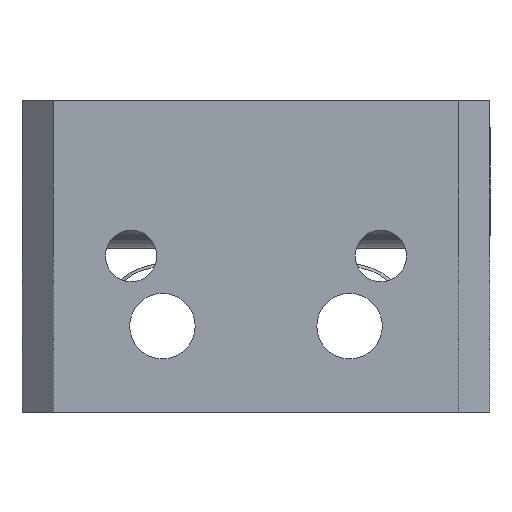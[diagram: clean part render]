
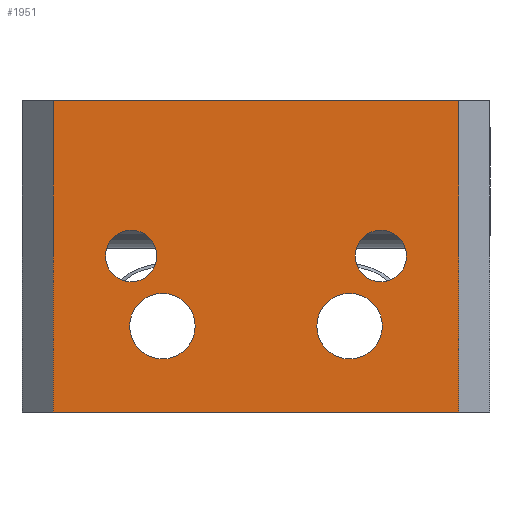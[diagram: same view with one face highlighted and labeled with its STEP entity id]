
A CAD part, left-side view. The second image highlights one B-rep face of the part: STEP entity #1951.
In plain terms, the highlighted planar face has unit normal (-1, 0, 0).
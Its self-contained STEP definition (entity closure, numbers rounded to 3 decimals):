
#309 = FACE_BOUND ( 'NONE', #16437, .T. ) ;
#355 = VERTEX_POINT ( 'NONE', #9333 ) ;
#493 = CIRCLE ( 'NONE', #10566, 2.1 ) ;
#516 = DIRECTION ( 'NONE',  ( 0., 0., -1. ) ) ;
#827 = VERTEX_POINT ( 'NONE', #5930 ) ;
#1045 = LINE ( 'NONE', #7385, #9205 ) ;
#1181 = DIRECTION ( 'NONE',  ( 0., 0., -1. ) ) ;
#1185 = EDGE_CURVE ( 'NONE', #15085, #19864, #3134, .T. ) ;
#1332 = CIRCLE ( 'NONE', #20666, 2.1 ) ;
#1814 = VECTOR ( 'NONE', #5624, 1000. ) ;
#1880 = DIRECTION ( 'NONE',  ( 0., 0., -1. ) ) ;
#1951 = ADVANCED_FACE ( 'NONE', ( #309, #12755, #4100, #20376, #9713 ), #12364, .F. ) ;
#1991 = EDGE_LOOP ( 'NONE', ( #7978, #9160 ) ) ;
#2123 = CARTESIAN_POINT ( 'NONE',  ( -54.625, -3.332, -6.6 ) ) ;
#2267 = DIRECTION ( 'NONE',  ( 0., 0., -1. ) ) ;
#2365 = VERTEX_POINT ( 'NONE', #2787 ) ;
#2623 = EDGE_CURVE ( 'NONE', #355, #5971, #17731, .T. ) ;
#2787 = CARTESIAN_POINT ( 'NONE',  ( -54.625, -15.332, -2.4 ) ) ;
#3134 = CIRCLE ( 'NONE', #19643, 1.65 ) ;
#3542 = CARTESIAN_POINT ( 'NONE',  ( -54.625, 3.668, -10. ) ) ;
#4100 = FACE_BOUND ( 'NONE', #8981, .T. ) ;
#4173 = DIRECTION ( 'NONE',  ( 0., 0., 1. ) ) ;
#4199 = CARTESIAN_POINT ( 'NONE',  ( -54.625, -24.332, 10. ) ) ;
#4263 = LINE ( 'NONE', #11602, #15670 ) ;
#4476 = CIRCLE ( 'NONE', #12197, 2.1 ) ;
#4799 = CARTESIAN_POINT ( 'NONE',  ( -54.625, -1.332, 0. ) ) ;
#5394 = ORIENTED_EDGE ( 'NONE', *, *, #16857, .F. ) ;
#5446 = CARTESIAN_POINT ( 'NONE',  ( -54.625, -17.332, 0. ) ) ;
#5624 = DIRECTION ( 'NONE',  ( 0., -1., 0. ) ) ;
#5787 = ORIENTED_EDGE ( 'NONE', *, *, #15385, .T. ) ;
#5857 = VERTEX_POINT ( 'NONE', #12207 ) ;
#5930 = CARTESIAN_POINT ( 'NONE',  ( -54.625, -22.332, 10. ) ) ;
#5971 = VERTEX_POINT ( 'NONE', #18928 ) ;
#6300 = ORIENTED_EDGE ( 'NONE', *, *, #15179, .T. ) ;
#6448 = CARTESIAN_POINT ( 'NONE',  ( -54.625, -17.332, 0. ) ) ;
#7324 = DIRECTION ( 'NONE',  ( 0., 0., -1. ) ) ;
#7385 = CARTESIAN_POINT ( 'NONE',  ( -54.625, -22.332, 10. ) ) ;
#7538 = CARTESIAN_POINT ( 'NONE',  ( -54.625, 3.668, 10. ) ) ;
#7594 = EDGE_CURVE ( 'NONE', #7632, #13994, #4263, .T. ) ;
#7632 = VERTEX_POINT ( 'NONE', #3542 ) ;
#7662 = CARTESIAN_POINT ( 'NONE',  ( -54.625, -22.332, -10. ) ) ;
#7770 = DIRECTION ( 'NONE',  ( 1., 0., 0. ) ) ;
#7945 = ORIENTED_EDGE ( 'NONE', *, *, #17537, .T. ) ;
#7978 = ORIENTED_EDGE ( 'NONE', *, *, #16666, .T. ) ;
#8265 = AXIS2_PLACEMENT_3D ( 'NONE', #4799, #16150, #19557 ) ;
#8316 = DIRECTION ( 'NONE',  ( 1., 0., 0. ) ) ;
#8575 = DIRECTION ( 'NONE',  ( 1., 0., 0. ) ) ;
#8981 = EDGE_LOOP ( 'NONE', ( #5787, #12701 ) ) ;
#9160 = ORIENTED_EDGE ( 'NONE', *, *, #13426, .T. ) ;
#9205 = VECTOR ( 'NONE', #4173, 1000. ) ;
#9223 = ORIENTED_EDGE ( 'NONE', *, *, #1185, .T. ) ;
#9236 = DIRECTION ( 'NONE',  ( 0., 0., -1. ) ) ;
#9333 = CARTESIAN_POINT ( 'NONE',  ( -54.625, -17.332, -1.65 ) ) ;
#9534 = AXIS2_PLACEMENT_3D ( 'NONE', #5446, #16819, #13400 ) ;
#9713 = FACE_OUTER_BOUND ( 'NONE', #18784, .T. ) ;
#10050 = DIRECTION ( 'NONE',  ( 0., -1., 0. ) ) ;
#10100 = ORIENTED_EDGE ( 'NONE', *, *, #14304, .T. ) ;
#10124 = DIRECTION ( 'NONE',  ( 1., 0., 0. ) ) ;
#10272 = ORIENTED_EDGE ( 'NONE', *, *, #11949, .T. ) ;
#10494 = LINE ( 'NONE', #15324, #1814 ) ;
#10566 = AXIS2_PLACEMENT_3D ( 'NONE', #20526, #13987, #7324 ) ;
#10760 = VERTEX_POINT ( 'NONE', #14621 ) ;
#11040 = AXIS2_PLACEMENT_3D ( 'NONE', #18211, #10124, #516 ) ;
#11350 = CARTESIAN_POINT ( 'NONE',  ( -54.625, -3.332, -4.5 ) ) ;
#11409 = EDGE_LOOP ( 'NONE', ( #13941, #10272 ) ) ;
#11602 = CARTESIAN_POINT ( 'NONE',  ( -54.625, -24.332, -10. ) ) ;
#11618 = CIRCLE ( 'NONE', #11040, 2.1 ) ;
#11699 = ORIENTED_EDGE ( 'NONE', *, *, #7594, .T. ) ;
#11949 = EDGE_CURVE ( 'NONE', #5971, #355, #14564, .T. ) ;
#12197 = AXIS2_PLACEMENT_3D ( 'NONE', #11350, #8316, #17745 ) ;
#12207 = CARTESIAN_POINT ( 'NONE',  ( -54.625, -3.332, -2.4 ) ) ;
#12364 = PLANE ( 'NONE',  #19392 ) ;
#12701 = ORIENTED_EDGE ( 'NONE', *, *, #19166, .T. ) ;
#12723 = CARTESIAN_POINT ( 'NONE',  ( -54.625, -15.332, -6.6 ) ) ;
#12755 = FACE_BOUND ( 'NONE', #11409, .T. ) ;
#12775 = VERTEX_POINT ( 'NONE', #12723 ) ;
#13400 = DIRECTION ( 'NONE',  ( 0., 0., -1. ) ) ;
#13426 = EDGE_CURVE ( 'NONE', #2365, #12775, #493, .T. ) ;
#13941 = ORIENTED_EDGE ( 'NONE', *, *, #2623, .T. ) ;
#13987 = DIRECTION ( 'NONE',  ( 1., 0., 0. ) ) ;
#13994 = VERTEX_POINT ( 'NONE', #7662 ) ;
#14003 = DIRECTION ( 'NONE',  ( 0., 0., -1. ) ) ;
#14269 = DIRECTION ( 'NONE',  ( 1., 0., 0. ) ) ;
#14304 = EDGE_CURVE ( 'NONE', #19864, #15085, #17530, .T. ) ;
#14564 = CIRCLE ( 'NONE', #9534, 1.65 ) ;
#14621 = CARTESIAN_POINT ( 'NONE',  ( -54.625, 3.668, 10. ) ) ;
#15085 = VERTEX_POINT ( 'NONE', #15177 ) ;
#15177 = CARTESIAN_POINT ( 'NONE',  ( -54.625, -1.332, -1.65 ) ) ;
#15179 = EDGE_CURVE ( 'NONE', #10760, #7632, #19710, .T. ) ;
#15298 = AXIS2_PLACEMENT_3D ( 'NONE', #6448, #16311, #1880 ) ;
#15324 = CARTESIAN_POINT ( 'NONE',  ( -54.625, -24.332, 10. ) ) ;
#15385 = EDGE_CURVE ( 'NONE', #19215, #5857, #4476, .T. ) ;
#15670 = VECTOR ( 'NONE', #10050, 1000. ) ;
#15724 = CARTESIAN_POINT ( 'NONE',  ( -54.625, -1.332, 0. ) ) ;
#15982 = CARTESIAN_POINT ( 'NONE',  ( -54.625, -1.332, 1.65 ) ) ;
#16150 = DIRECTION ( 'NONE',  ( 1., 0., 0. ) ) ;
#16311 = DIRECTION ( 'NONE',  ( 1., 0., 0. ) ) ;
#16437 = EDGE_LOOP ( 'NONE', ( #9223, #10100 ) ) ;
#16666 = EDGE_CURVE ( 'NONE', #12775, #2365, #1332, .T. ) ;
#16819 = DIRECTION ( 'NONE',  ( 1., 0., 0. ) ) ;
#16857 = EDGE_CURVE ( 'NONE', #10760, #827, #10494, .T. ) ;
#17530 = CIRCLE ( 'NONE', #8265, 1.65 ) ;
#17537 = EDGE_CURVE ( 'NONE', #13994, #827, #1045, .T. ) ;
#17731 = CIRCLE ( 'NONE', #15298, 1.65 ) ;
#17745 = DIRECTION ( 'NONE',  ( 0., 0., -1. ) ) ;
#18211 = CARTESIAN_POINT ( 'NONE',  ( -54.625, -3.332, -4.5 ) ) ;
#18284 = CARTESIAN_POINT ( 'NONE',  ( -54.625, -15.332, -4.5 ) ) ;
#18784 = EDGE_LOOP ( 'NONE', ( #5394, #6300, #11699, #7945 ) ) ;
#18928 = CARTESIAN_POINT ( 'NONE',  ( -54.625, -17.332, 1.65 ) ) ;
#19166 = EDGE_CURVE ( 'NONE', #5857, #19215, #11618, .T. ) ;
#19215 = VERTEX_POINT ( 'NONE', #2123 ) ;
#19392 = AXIS2_PLACEMENT_3D ( 'NONE', #4199, #7770, #14003 ) ;
#19557 = DIRECTION ( 'NONE',  ( 0., 0., -1. ) ) ;
#19643 = AXIS2_PLACEMENT_3D ( 'NONE', #15724, #14269, #1181 ) ;
#19710 = LINE ( 'NONE', #7538, #20744 ) ;
#19864 = VERTEX_POINT ( 'NONE', #15982 ) ;
#20376 = FACE_BOUND ( 'NONE', #1991, .T. ) ;
#20526 = CARTESIAN_POINT ( 'NONE',  ( -54.625, -15.332, -4.5 ) ) ;
#20666 = AXIS2_PLACEMENT_3D ( 'NONE', #18284, #8575, #2267 ) ;
#20744 = VECTOR ( 'NONE', #9236, 1000. ) ;
